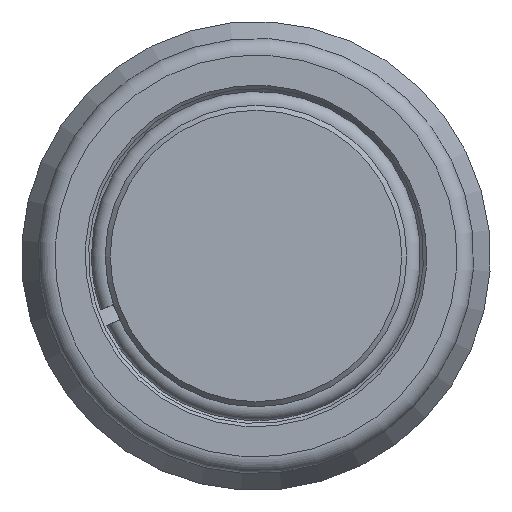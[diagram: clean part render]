
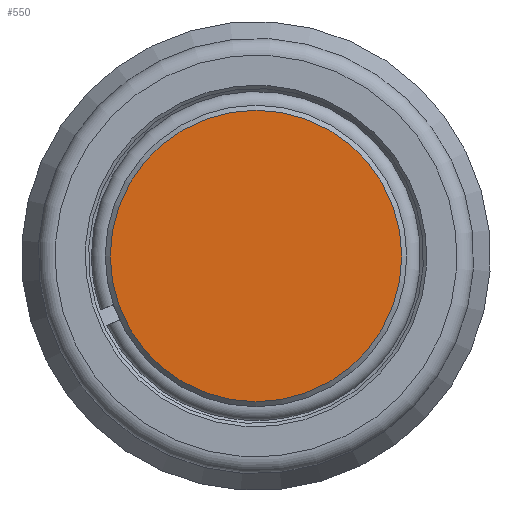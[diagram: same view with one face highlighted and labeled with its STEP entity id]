
A CAD part, left-side view. The second image highlights one B-rep face of the part: STEP entity #550.
In plain terms, the highlighted planar face has unit normal (-1, 0, 0).
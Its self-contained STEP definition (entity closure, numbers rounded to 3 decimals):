
#527=CARTESIAN_POINT('',(0.0,8.7,0.));
#528=VERTEX_POINT('',#527);
#529=CARTESIAN_POINT('',(0.0,0.0,0.0));
#530=DIRECTION('',(1.0,0.0,0.0));
#531=DIRECTION('',(0.0,-1.0,0.0));
#532=AXIS2_PLACEMENT_3D('',#529,#530,#531);
#533=CIRCLE('',#532,8.7);
#534=EDGE_CURVE('',#528,#528,#533,.T.);
#542=CARTESIAN_POINT('',(0.0,7.512,0.0));
#543=DIRECTION('',(-1.0,0.0,0.0));
#544=DIRECTION('',(0.0,0.0,1.0));
#545=AXIS2_PLACEMENT_3D('',#542,#543,#544);
#546=PLANE('',#545);
#547=ORIENTED_EDGE('',*,*,#534,.F.);
#548=EDGE_LOOP('',(#547));
#549=FACE_OUTER_BOUND('',#548,.T.);
#550=ADVANCED_FACE('',(#549),#546,.T.);
